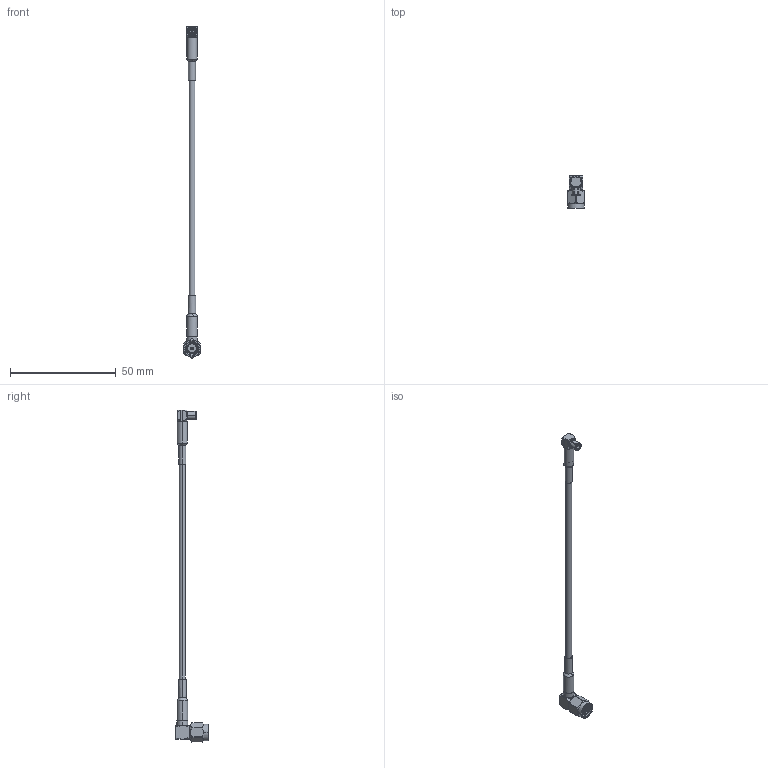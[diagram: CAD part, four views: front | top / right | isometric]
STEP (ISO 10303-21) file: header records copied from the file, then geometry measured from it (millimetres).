
FILE_DESCRIPTION (( 'STEP AP203' ), '1' );
FILE_NAME ('PE33831-HS.step', '2020-09-09T16:42:48', ( '' ), ( '' ), 'SwSTEP 2.0', 'SolidWorks 2018', '' );
FILE_SCHEMA (( 'CONFIG_CONTROL_DESIGN' ));
Length unit declared in the file: inch
Products named in the file (4): RG174A-U^PE33831-HS_RG174A-U; PE4009^PE33831-HS_Heat Shrink; PE33831-HS; PE4553^PE33831-HS_Heat Shrink
Assembly tree (3 placements, depth 2):
  PE33831-HS
    RG174A-U^PE33831-HS_RG174A-U
    PE4553^PE33831-HS_Heat Shrink
    PE4009^PE33831-HS_Heat Shrink
Bounding box: 8 x 15.5 x 157.06 mm (x, y, z)
Volume: 2139.4 mm3; surface area: 2811.1 mm2
Topology: 6 solids, 6 shells, 446 faces, 1200 edges, 785 vertices
Faces by surface type: plane 195, cylinder 131, cone 105, torus 8, bspline 7
Entity records: 16202 total; most frequent: CARTESIAN_POINT 4838, ORIENTED_EDGE 2400, DIRECTION 2205, EDGE_CURVE 1200, AXIS2_PLACEMENT_3D 820, VERTEX_POINT 785, VECTOR 565, LINE 565
